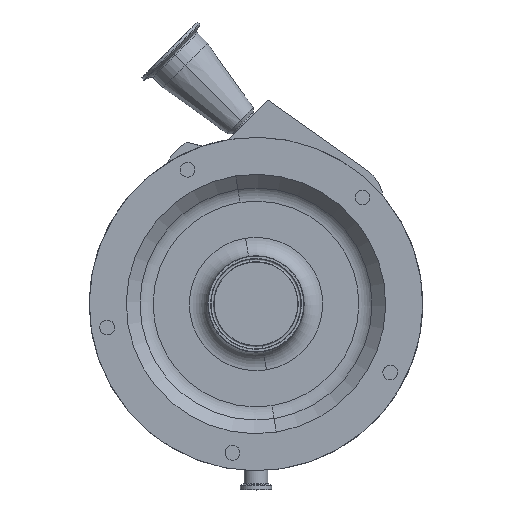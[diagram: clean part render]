
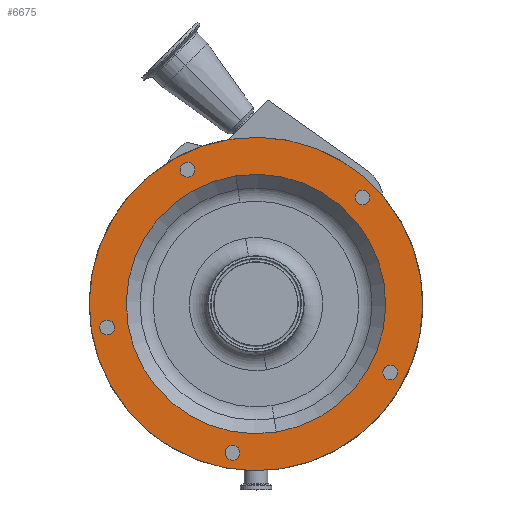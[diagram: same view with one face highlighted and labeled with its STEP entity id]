
A CAD part, top view. The second image highlights one B-rep face of the part: STEP entity #6675.
In plain terms, the highlighted planar face has unit normal (0, 0, 1).
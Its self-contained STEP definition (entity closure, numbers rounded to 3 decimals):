
#56 = EDGE_CURVE ( 'NONE', #14553, #3984, #3775, .T. ) ;
#86 = CIRCLE ( 'NONE', #6263, 105. ) ;
#364 = AXIS2_PLACEMENT_3D ( 'NONE', #12728, #8024, #12875 ) ;
#631 = FACE_BOUND ( 'NONE', #9857, .T. ) ;
#666 = CIRCLE ( 'NONE', #12446, 6. ) ;
#695 = EDGE_CURVE ( 'NONE', #6849, #1094, #9626, .T. ) ;
#711 = DIRECTION ( 'NONE',  ( 0., 0., 1. ) ) ;
#836 = DIRECTION ( 'NONE',  ( -0.454, -0.891, 0. ) ) ;
#921 = ORIENTED_EDGE ( 'NONE', *, *, #4375, .F. ) ;
#1094 = VERTEX_POINT ( 'NONE', #11638 ) ;
#1158 = DIRECTION ( 'NONE',  ( -0.454, -0.891, 0. ) ) ;
#1382 = CARTESIAN_POINT ( 'NONE',  ( 0., 0., 197.5 ) ) ;
#1554 = AXIS2_PLACEMENT_3D ( 'NONE', #1382, #8281, #3607 ) ;
#1689 = EDGE_LOOP ( 'NONE', ( #6184, #2444 ) ) ;
#1840 = FACE_BOUND ( 'NONE', #6927, .T. ) ;
#2116 = EDGE_CURVE ( 'NONE', #11479, #6874, #86, .T. ) ;
#2147 = DIRECTION ( 'NONE',  ( 0., -1., 0. ) ) ;
#2222 = CARTESIAN_POINT ( 'NONE',  ( 21.119, -133.338, 197.5 ) ) ;
#2254 = CARTESIAN_POINT ( 'NONE',  ( 90.51, 82.024, 197.5 ) ) ;
#2294 = EDGE_CURVE ( 'NONE', #11389, #13055, #8989, .T. ) ;
#2405 = DIRECTION ( 'NONE',  ( 0., 0., 1. ) ) ;
#2444 = ORIENTED_EDGE ( 'NONE', *, *, #10201, .T. ) ;
#2662 = EDGE_CURVE ( 'NONE', #6844, #9506, #11956, .T. ) ;
#2718 = ORIENTED_EDGE ( 'NONE', *, *, #13301, .F. ) ;
#2994 = AXIS2_PLACEMENT_3D ( 'NONE', #5645, #14116, #3666 ) ;
#3005 = EDGE_CURVE ( 'NONE', #9506, #6844, #12203, .T. ) ;
#3030 = DIRECTION ( 'NONE',  ( 0., 0., 1. ) ) ;
#3146 = FACE_OUTER_BOUND ( 'NONE', #1689, .T. ) ;
#3291 = PLANE ( 'NONE',  #10629 ) ;
#3607 = DIRECTION ( 'NONE',  ( -0.156, 0.988, 0. ) ) ;
#3666 = DIRECTION ( 'NONE',  ( 0.891, 0.454, 0. ) ) ;
#3775 = CIRCLE ( 'NONE', #5227, 135. ) ;
#3952 = DIRECTION ( 'NONE',  ( 0., 0., 1. ) ) ;
#3963 = CARTESIAN_POINT ( 'NONE',  ( 0., 0., 197.5 ) ) ;
#3970 = DIRECTION ( 'NONE',  ( 0.707, -0.707, 0. ) ) ;
#3984 = VERTEX_POINT ( 'NONE', #2222 ) ;
#4045 = EDGE_LOOP ( 'NONE', ( #4593, #10580 ) ) ;
#4063 = AXIS2_PLACEMENT_3D ( 'NONE', #8739, #5341, #3970 ) ;
#4196 = DIRECTION ( 'NONE',  ( 0., 0., 1. ) ) ;
#4268 = CIRCLE ( 'NONE', #13102, 6. ) ;
#4375 = EDGE_CURVE ( 'NONE', #1094, #6849, #11636, .T. ) ;
#4408 = CARTESIAN_POINT ( 'NONE',  ( -21.119, 133.338, 197.5 ) ) ;
#4441 = FACE_BOUND ( 'NONE', #4045, .T. ) ;
#4540 = AXIS2_PLACEMENT_3D ( 'NONE', #14472, #3952, #7478 ) ;
#4593 = ORIENTED_EDGE ( 'NONE', *, *, #2662, .F. ) ;
#4667 = ORIENTED_EDGE ( 'NONE', *, *, #695, .F. ) ;
#5227 = AXIS2_PLACEMENT_3D ( 'NONE', #9546, #7077, #6708 ) ;
#5335 = DIRECTION ( 'NONE',  ( -0.156, 0.988, 0. ) ) ;
#5341 = DIRECTION ( 'NONE',  ( 0., 0., 1. ) ) ;
#5475 = CARTESIAN_POINT ( 'NONE',  ( 0., 0., 197.5 ) ) ;
#5553 = AXIS2_PLACEMENT_3D ( 'NONE', #10118, #10048, #836 ) ;
#5645 = CARTESIAN_POINT ( 'NONE',  ( -55.387, 108.703, 197.5 ) ) ;
#5652 = ORIENTED_EDGE ( 'NONE', *, *, #11595, .F. ) ;
#5764 = AXIS2_PLACEMENT_3D ( 'NONE', #12923, #9364, #14058 ) ;
#5818 = CARTESIAN_POINT ( 'NONE',  ( 108.703, -55.387, 197.5 ) ) ;
#5927 = CARTESIAN_POINT ( 'NONE',  ( -25.011, -119.559, 197.5 ) ) ;
#6180 = CARTESIAN_POINT ( 'NONE',  ( 105.979, -60.733, 197.5 ) ) ;
#6184 = ORIENTED_EDGE ( 'NONE', *, *, #56, .T. ) ;
#6263 = AXIS2_PLACEMENT_3D ( 'NONE', #5475, #11484, #11552 ) ;
#6627 = ORIENTED_EDGE ( 'NONE', *, *, #2294, .F. ) ;
#6675 = ADVANCED_FACE ( 'NONE', ( #3146, #7885, #1840, #4441, #12601, #631, #9131 ), #3291, .F. ) ;
#6708 = DIRECTION ( 'NONE',  ( -0.156, 0.988, 0. ) ) ;
#6844 = VERTEX_POINT ( 'NONE', #6180 ) ;
#6849 = VERTEX_POINT ( 'NONE', #10882 ) ;
#6874 = VERTEX_POINT ( 'NONE', #9662 ) ;
#6927 = EDGE_LOOP ( 'NONE', ( #5652, #8581 ) ) ;
#7077 = DIRECTION ( 'NONE',  ( 0., 0., 1. ) ) ;
#7447 = VERTEX_POINT ( 'NONE', #10310 ) ;
#7478 = DIRECTION ( 'NONE',  ( 0.707, -0.707, 0. ) ) ;
#7481 = CIRCLE ( 'NONE', #5764, 6. ) ;
#7885 = FACE_BOUND ( 'NONE', #10607, .T. ) ;
#7889 = EDGE_CURVE ( 'NONE', #6874, #11479, #14548, .T. ) ;
#7974 = DIRECTION ( 'NONE',  ( 0., 0., -1. ) ) ;
#8024 = DIRECTION ( 'NONE',  ( 0., 0., 1. ) ) ;
#8177 = CIRCLE ( 'NONE', #9903, 135. ) ;
#8281 = DIRECTION ( 'NONE',  ( 0., 0., 1. ) ) ;
#8476 = VERTEX_POINT ( 'NONE', #13803 ) ;
#8581 = ORIENTED_EDGE ( 'NONE', *, *, #12356, .F. ) ;
#8739 = CARTESIAN_POINT ( 'NONE',  ( 86.267, 86.267, 197.5 ) ) ;
#8885 = DIRECTION ( 'NONE',  ( -0.156, 0.988, 0. ) ) ;
#8989 = CIRCLE ( 'NONE', #15119, 6. ) ;
#9131 = FACE_BOUND ( 'NONE', #11545, .T. ) ;
#9364 = DIRECTION ( 'NONE',  ( 0., 0., 1. ) ) ;
#9436 = DIRECTION ( 'NONE',  ( 0., 0., 1. ) ) ;
#9455 = CIRCLE ( 'NONE', #4540, 6. ) ;
#9506 = VERTEX_POINT ( 'NONE', #12102 ) ;
#9546 = CARTESIAN_POINT ( 'NONE',  ( 0., 0., 197.5 ) ) ;
#9626 = CIRCLE ( 'NONE', #2994, 6. ) ;
#9662 = CARTESIAN_POINT ( 'NONE',  ( 16.426, -103.707, 197.5 ) ) ;
#9764 = EDGE_LOOP ( 'NONE', ( #6627, #13787 ) ) ;
#9857 = EDGE_LOOP ( 'NONE', ( #2718, #13009 ) ) ;
#9885 = EDGE_CURVE ( 'NONE', #13055, #11389, #4268, .T. ) ;
#9903 = AXIS2_PLACEMENT_3D ( 'NONE', #3963, #3030, #5335 ) ;
#9968 = CARTESIAN_POINT ( 'NONE',  ( -120.498, -19.085, 197.5 ) ) ;
#9993 = CARTESIAN_POINT ( 'NONE',  ( -38.52, -6.101, 197.5 ) ) ;
#9998 = DIRECTION ( 'NONE',  ( -0.988, 0.156, 0. ) ) ;
#10048 = DIRECTION ( 'NONE',  ( 0., 0., 1. ) ) ;
#10118 = CARTESIAN_POINT ( 'NONE',  ( 108.703, -55.387, 197.5 ) ) ;
#10201 = EDGE_CURVE ( 'NONE', #3984, #14553, #8177, .T. ) ;
#10310 = CARTESIAN_POINT ( 'NONE',  ( -119.559, -25.011, 197.5 ) ) ;
#10561 = ORIENTED_EDGE ( 'NONE', *, *, #2116, .F. ) ;
#10580 = ORIENTED_EDGE ( 'NONE', *, *, #3005, .F. ) ;
#10607 = EDGE_LOOP ( 'NONE', ( #921, #4667 ) ) ;
#10615 = CARTESIAN_POINT ( 'NONE',  ( -19.085, -120.498, 197.5 ) ) ;
#10629 = AXIS2_PLACEMENT_3D ( 'NONE', #9993, #7974, #2147 ) ;
#10681 = CIRCLE ( 'NONE', #4063, 6. ) ;
#10700 = CARTESIAN_POINT ( 'NONE',  ( 82.024, 90.51, 197.5 ) ) ;
#10882 = CARTESIAN_POINT ( 'NONE',  ( -60.733, 105.979, 197.5 ) ) ;
#11168 = VERTEX_POINT ( 'NONE', #2254 ) ;
#11389 = VERTEX_POINT ( 'NONE', #5927 ) ;
#11479 = VERTEX_POINT ( 'NONE', #13251 ) ;
#11484 = DIRECTION ( 'NONE',  ( 0., 0., 1. ) ) ;
#11545 = EDGE_LOOP ( 'NONE', ( #10561, #12335 ) ) ;
#11552 = DIRECTION ( 'NONE',  ( -0.156, 0.988, 0. ) ) ;
#11595 = EDGE_CURVE ( 'NONE', #11168, #14685, #9455, .T. ) ;
#11636 = CIRCLE ( 'NONE', #364, 6. ) ;
#11638 = CARTESIAN_POINT ( 'NONE',  ( -50.041, 111.427, 197.5 ) ) ;
#11855 = DIRECTION ( 'NONE',  ( -0.988, 0.156, 0. ) ) ;
#11956 = CIRCLE ( 'NONE', #13916, 6. ) ;
#12102 = CARTESIAN_POINT ( 'NONE',  ( 111.427, -50.041, 197.5 ) ) ;
#12203 = CIRCLE ( 'NONE', #5553, 6. ) ;
#12235 = CARTESIAN_POINT ( 'NONE',  ( -19.085, -120.498, 197.5 ) ) ;
#12335 = ORIENTED_EDGE ( 'NONE', *, *, #7889, .F. ) ;
#12356 = EDGE_CURVE ( 'NONE', #14685, #11168, #10681, .T. ) ;
#12446 = AXIS2_PLACEMENT_3D ( 'NONE', #9968, #4196, #8885 ) ;
#12601 = FACE_BOUND ( 'NONE', #9764, .T. ) ;
#12728 = CARTESIAN_POINT ( 'NONE',  ( -55.387, 108.703, 197.5 ) ) ;
#12875 = DIRECTION ( 'NONE',  ( 0.891, 0.454, 0. ) ) ;
#12923 = CARTESIAN_POINT ( 'NONE',  ( -120.498, -19.085, 197.5 ) ) ;
#13009 = ORIENTED_EDGE ( 'NONE', *, *, #15068, .F. ) ;
#13055 = VERTEX_POINT ( 'NONE', #14340 ) ;
#13102 = AXIS2_PLACEMENT_3D ( 'NONE', #12235, #711, #9998 ) ;
#13251 = CARTESIAN_POINT ( 'NONE',  ( -16.426, 103.707, 197.5 ) ) ;
#13301 = EDGE_CURVE ( 'NONE', #8476, #7447, #666, .T. ) ;
#13787 = ORIENTED_EDGE ( 'NONE', *, *, #9885, .F. ) ;
#13803 = CARTESIAN_POINT ( 'NONE',  ( -121.437, -13.159, 197.5 ) ) ;
#13916 = AXIS2_PLACEMENT_3D ( 'NONE', #5818, #9436, #1158 ) ;
#14058 = DIRECTION ( 'NONE',  ( -0.156, 0.988, 0. ) ) ;
#14116 = DIRECTION ( 'NONE',  ( 0., 0., 1. ) ) ;
#14340 = CARTESIAN_POINT ( 'NONE',  ( -13.159, -121.437, 197.5 ) ) ;
#14472 = CARTESIAN_POINT ( 'NONE',  ( 86.267, 86.267, 197.5 ) ) ;
#14548 = CIRCLE ( 'NONE', #1554, 105. ) ;
#14553 = VERTEX_POINT ( 'NONE', #4408 ) ;
#14685 = VERTEX_POINT ( 'NONE', #10700 ) ;
#15068 = EDGE_CURVE ( 'NONE', #7447, #8476, #7481, .T. ) ;
#15119 = AXIS2_PLACEMENT_3D ( 'NONE', #10615, #2405, #11855 ) ;
